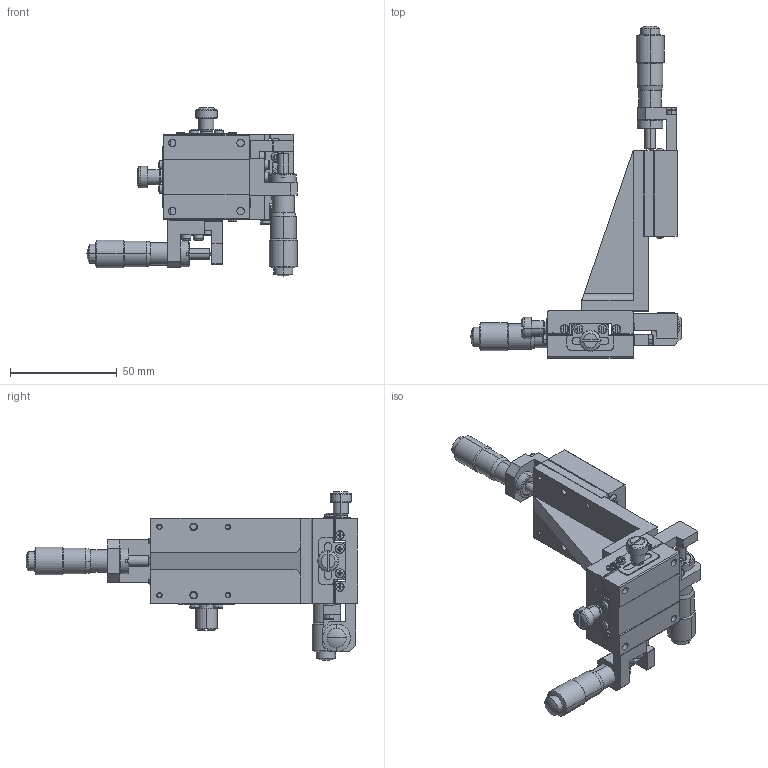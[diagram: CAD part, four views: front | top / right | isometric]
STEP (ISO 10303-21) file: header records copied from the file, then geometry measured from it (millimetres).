
FILE_DESCRIPTION (( 'STEP AP214' ), '1' );
FILE_NAME ('1724657666795.step', '2024-08-26T07:34:31', ( '' ), ( 'Aliyun' ), 'FaSTEP 2.0', 'Forface 3D 2012', '' );
FILE_SCHEMA (( 'AUTOMOTIVE_DESIGN' ));
Length unit declared in the file: millimetre
Products named in the file (1): 1724657666795
Bounding box: 98.51 x 155.51 x 79.01 mm (x, y, z)
Volume: 106667.2 mm3; surface area: 58248.3 mm2
Topology: 8 solids, 12 shells, 1238 faces, 3233 edges, 2070 vertices
Faces by surface type: plane 642, cylinder 376, cone 146, bspline 62, torus 12
Entity records: 52624 total; most frequent: CARTESIAN_POINT 8396, ORIENTED_EDGE 6378, DIRECTION 6361, EDGE_CURVE 3189, AXIS2_PLACEMENT_3D 2227, VERTEX_POINT 2068, VECTOR 1907, LINE 1907
